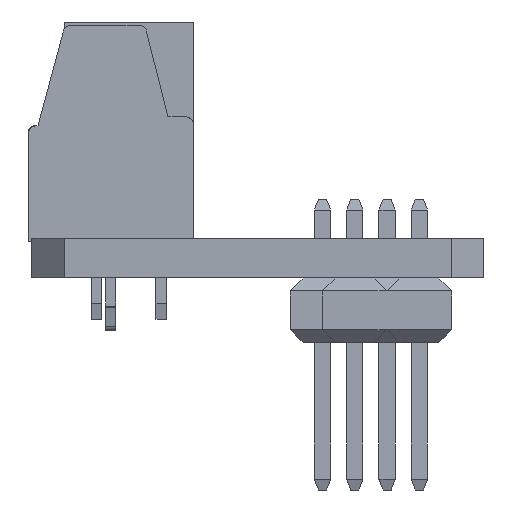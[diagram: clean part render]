
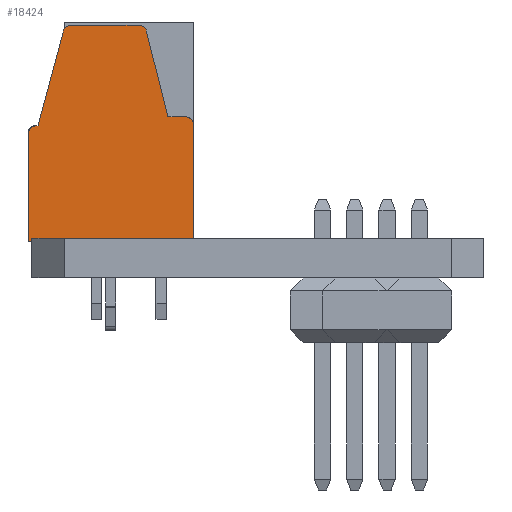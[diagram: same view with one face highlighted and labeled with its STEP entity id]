
A CAD part, left-side view. The second image highlights one B-rep face of the part: STEP entity #18424.
In plain terms, the highlighted face is planar.
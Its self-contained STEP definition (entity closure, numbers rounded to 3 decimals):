
#203=B_SPLINE_CURVE_WITH_KNOTS('',3,(#28785,#28786,#28787,#28788,#28789,
#28790,#28791),.UNSPECIFIED.,.F.,.F.,(4,3,4),(0.,0.5,1.),
 .UNSPECIFIED.);
#204=B_SPLINE_CURVE_WITH_KNOTS('',3,(#28810,#28811,#28812,#28813,#28814,
#28815,#28816),.UNSPECIFIED.,.F.,.F.,(4,3,4),(0.,0.5,1.),
 .UNSPECIFIED.);
#646=PLANE('',#19692);
#1562=FACE_OUTER_BOUND('',#2709,.T.);
#2709=EDGE_LOOP('',(#14047,#14048,#14049,#14050,#14051,#14052,#14053,#14054,
#14055,#14056,#14057,#14058));
#3916=LINE('',#27519,#6092);
#3919=LINE('',#27525,#6095);
#4196=LINE('',#28795,#6372);
#4197=LINE('',#28797,#6373);
#4198=LINE('',#28799,#6374);
#4199=LINE('',#28803,#6375);
#4200=LINE('',#28807,#6376);
#4201=LINE('',#28809,#6377);
#6092=VECTOR('',#21535,10.);
#6095=VECTOR('',#21540,6.5);
#6372=VECTOR('',#22059,10.);
#6373=VECTOR('',#22060,10.);
#6374=VECTOR('',#22061,10.);
#6375=VECTOR('',#22064,10.);
#6376=VECTOR('',#22067,10.);
#6377=VECTOR('',#22068,10.);
#8065=CIRCLE('',#19693,0.3);
#8066=CIRCLE('',#19694,0.3);
#8561=VERTEX_POINT('',#27502);
#8568=VERTEX_POINT('',#27517);
#8569=VERTEX_POINT('',#27521);
#8792=VERTEX_POINT('',#28784);
#8793=VERTEX_POINT('',#28794);
#8794=VERTEX_POINT('',#28796);
#8795=VERTEX_POINT('',#28798);
#8796=VERTEX_POINT('',#28800);
#8797=VERTEX_POINT('',#28802);
#8798=VERTEX_POINT('',#28804);
#8799=VERTEX_POINT('',#28806);
#8800=VERTEX_POINT('',#28808);
#10393=EDGE_CURVE('',#8561,#8568,#3916,.T.);
#10396=EDGE_CURVE('',#8569,#8561,#3919,.T.);
#10718=EDGE_CURVE('',#8568,#8792,#203,.T.);
#10720=EDGE_CURVE('',#8793,#8569,#4196,.T.);
#10721=EDGE_CURVE('',#8792,#8794,#4197,.T.);
#10722=EDGE_CURVE('',#8794,#8795,#4198,.T.);
#10723=EDGE_CURVE('',#8795,#8796,#8065,.T.);
#10724=EDGE_CURVE('',#8796,#8797,#4199,.T.);
#10725=EDGE_CURVE('',#8797,#8798,#8066,.T.);
#10726=EDGE_CURVE('',#8798,#8799,#4200,.T.);
#10727=EDGE_CURVE('',#8799,#8800,#4201,.T.);
#10728=EDGE_CURVE('',#8800,#8793,#204,.T.);
#14047=ORIENTED_EDGE('',*,*,#10720,.T.);
#14048=ORIENTED_EDGE('',*,*,#10396,.T.);
#14049=ORIENTED_EDGE('',*,*,#10393,.T.);
#14050=ORIENTED_EDGE('',*,*,#10718,.T.);
#14051=ORIENTED_EDGE('',*,*,#10721,.T.);
#14052=ORIENTED_EDGE('',*,*,#10722,.T.);
#14053=ORIENTED_EDGE('',*,*,#10723,.T.);
#14054=ORIENTED_EDGE('',*,*,#10724,.T.);
#14055=ORIENTED_EDGE('',*,*,#10725,.T.);
#14056=ORIENTED_EDGE('',*,*,#10726,.T.);
#14057=ORIENTED_EDGE('',*,*,#10727,.T.);
#14058=ORIENTED_EDGE('',*,*,#10728,.T.);
#18424=ADVANCED_FACE('',(#1562),#646,.T.);
#19692=AXIS2_PLACEMENT_3D('',#28793,#22057,#22058);
#19693=AXIS2_PLACEMENT_3D('',#28801,#22062,#22063);
#19694=AXIS2_PLACEMENT_3D('',#28805,#22065,#22066);
#21535=DIRECTION('',(0.,0.,1.));
#21540=DIRECTION('',(0.,1.,0.));
#22057=DIRECTION('center_axis',(1.,0.,0.));
#22058=DIRECTION('ref_axis',(0.,0.,
1.));
#22059=DIRECTION('',(0.,0.,-1.));
#22060=DIRECTION('',(0.,-1.,0.));
#22061=DIRECTION('',(0.,-0.242,0.97));
#22062=DIRECTION('center_axis',(1.,0.,0.));
#22063=DIRECTION('ref_axis',(0.,0.97,0.243));
#22064=DIRECTION('',(0.,-1.,0.));
#22065=DIRECTION('center_axis',(1.,0.,0.));
#22066=DIRECTION('ref_axis',(0.,-0.001,
1.));
#22067=DIRECTION('',(0.,-0.259,-0.966));
#22068=DIRECTION('',(0.,-1.,0.));
#27502=CARTESIAN_POINT('',(2.741,3.3,-0.131));
#27517=CARTESIAN_POINT('',(2.741,3.3,4.469));
#27519=CARTESIAN_POINT('',(2.741,3.3,3.144));
#27521=CARTESIAN_POINT('',(2.741,-3.2,-0.131));
#27525=CARTESIAN_POINT('',(2.741,-3.2,-0.131));
#28784=CARTESIAN_POINT('',(2.741,3.,4.768));
#28785=CARTESIAN_POINT('Ctrl Pts',(2.741,3.3,4.469));
#28786=CARTESIAN_POINT('Ctrl Pts',(2.741,3.299,4.547));
#28787=CARTESIAN_POINT('Ctrl Pts',(2.741,3.267,4.625));
#28788=CARTESIAN_POINT('Ctrl Pts',(2.741,3.212,4.681));
#28789=CARTESIAN_POINT('Ctrl Pts',(2.741,3.156,4.736));
#28790=CARTESIAN_POINT('Ctrl Pts',(2.741,3.078,4.768));
#28791=CARTESIAN_POINT('Ctrl Pts',(2.741,3.,4.768));
#28793=CARTESIAN_POINT('Origin',(2.741,0.05,4.119));
#28794=CARTESIAN_POINT('',(2.741,-3.2,4.119));
#28795=CARTESIAN_POINT('',(2.741,-3.2,3.056));
#28796=CARTESIAN_POINT('',(2.741,2.297,4.769));
#28797=CARTESIAN_POINT('',(2.741,1.349,4.769));
#28798=CARTESIAN_POINT('',(2.741,1.456,8.141));
#28799=CARTESIAN_POINT('',(2.741,2.098,5.569));
#28800=CARTESIAN_POINT('',(2.741,1.165,8.369));
#28801=CARTESIAN_POINT('Origin',(2.741,1.165,8.068));
#28802=CARTESIAN_POINT('',(2.741,-1.52,8.369));
#28803=CARTESIAN_POINT('',(2.741,-0.064,8.369));
#28804=CARTESIAN_POINT('',(2.741,-1.81,8.146));
#28805=CARTESIAN_POINT('Origin',(2.741,-1.52,8.068));
#28806=CARTESIAN_POINT('',(2.741,-2.809,4.419));
#28807=CARTESIAN_POINT('',(2.741,-2.501,5.568));
#28808=CARTESIAN_POINT('',(2.741,-2.9,4.418));
#28809=CARTESIAN_POINT('',(2.741,-1.402,4.419));
#28810=CARTESIAN_POINT('Ctrl Pts',(2.741,-2.9,4.418));
#28811=CARTESIAN_POINT('Ctrl Pts',(2.741,-2.979,4.418));
#28812=CARTESIAN_POINT('Ctrl Pts',(2.741,-3.057,4.386));
#28813=CARTESIAN_POINT('Ctrl Pts',(2.741,-3.112,4.331));
#28814=CARTESIAN_POINT('Ctrl Pts',(2.741,-3.167,4.275));
#28815=CARTESIAN_POINT('Ctrl Pts',(2.741,-3.2,4.197));
#28816=CARTESIAN_POINT('Ctrl Pts',(2.741,-3.2,4.119));
